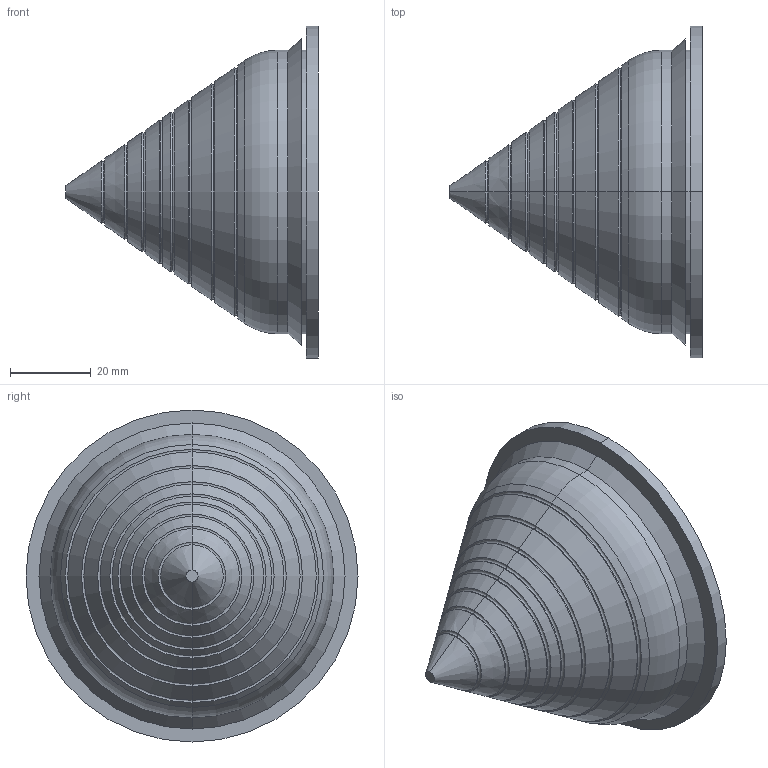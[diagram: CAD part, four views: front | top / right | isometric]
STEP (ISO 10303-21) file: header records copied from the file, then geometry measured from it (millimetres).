
FILE_DESCRIPTION (( 'STEP AP203' ), '1' );
FILE_NAME ('Dummy-PTG(0-65)-GROMMET.STEP', '2012-09-28T04:44:03', ( 'user' ), ( '' ), 'SwSTEP 2.0', 'SolidWorks 2012', '' );
FILE_SCHEMA (( 'CONFIG_CONTROL_DESIGN' ));
Length unit declared in the file: millimetre
Products named in the file (1): Dummy-PTG(0-65)-GROMMET
Bounding box: 62.49 x 82 x 82 mm (x, y, z)
Volume: 23575 mm3; surface area: 23513.9 mm2
Topology: 1 solids, 1 shells, 75 faces, 148 edges, 78 vertices
Faces by surface type: torus 38, cone 24, cylinder 8, plane 5
Entity records: 1999 total; most frequent: DIRECTION 416, CARTESIAN_POINT 302, ORIENTED_EDGE 296, AXIS2_PLACEMENT_3D 192, EDGE_CURVE 148, CIRCLE 116, EDGE_LOOP 78, VERTEX_POINT 78
